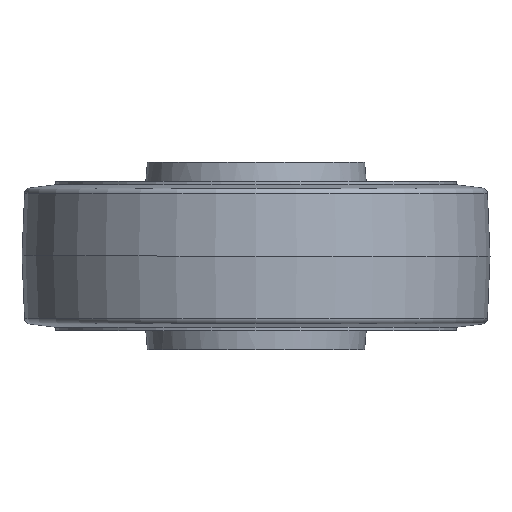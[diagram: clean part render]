
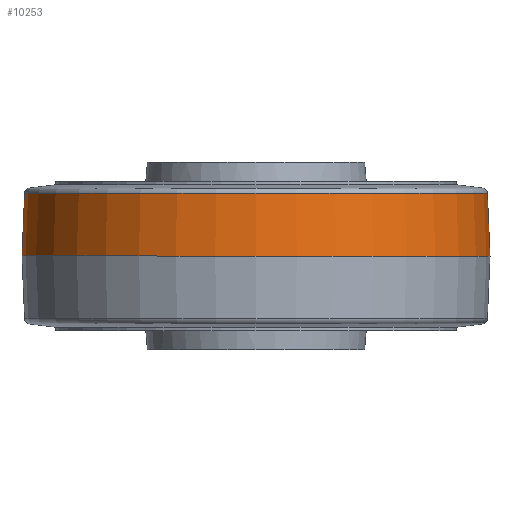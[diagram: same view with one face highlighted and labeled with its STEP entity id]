
A CAD part, front view. The second image highlights one B-rep face of the part: STEP entity #10253.
In plain terms, the highlighted conical face has half-angle 2.386 degrees and reference radius 61.75 mm.
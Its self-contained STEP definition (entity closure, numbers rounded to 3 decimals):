
#414 = VECTOR ( 'NONE', #9786, 1000. ) ;
#549 = LINE ( 'NONE', #2574, #414 ) ;
#1599 = ORIENTED_EDGE ( 'NONE', *, *, #9859, .T. ) ;
#1711 = CARTESIAN_POINT ( 'NONE',  ( 0., 0., 16.727 ) ) ;
#2169 = VERTEX_POINT ( 'NONE', #7028 ) ;
#2574 = CARTESIAN_POINT ( 'NONE',  ( -61.75, 0., 18. ) ) ;
#2772 = CARTESIAN_POINT ( 'NONE',  ( -61.803, 0., 16.727 ) ) ;
#3037 = EDGE_CURVE ( 'NONE', #7899, #2169, #5837, .T. ) ;
#3291 = DIRECTION ( 'NONE',  ( 0.042, 0., -0.999 ) ) ;
#3659 = DIRECTION ( 'NONE',  ( -1., 0., 0. ) ) ;
#3924 = FACE_OUTER_BOUND ( 'NONE', #4237, .T. ) ;
#3966 = AXIS2_PLACEMENT_3D ( 'NONE', #6808, #9846, #6865 ) ;
#4123 = CARTESIAN_POINT ( 'NONE',  ( 62.5, 0., 0. ) ) ;
#4237 = EDGE_LOOP ( 'NONE', ( #6855, #12087, #1599, #11392 ) ) ;
#4248 = VERTEX_POINT ( 'NONE', #2772 ) ;
#4532 = DIRECTION ( 'NONE',  ( 1., 0., 0. ) ) ;
#4670 = DIRECTION ( 'NONE',  ( 0., 0., -1. ) ) ;
#5197 = VECTOR ( 'NONE', #3291, 1000. ) ;
#5407 = AXIS2_PLACEMENT_3D ( 'NONE', #1711, #4670, #4532 ) ;
#5728 = CARTESIAN_POINT ( 'NONE',  ( 61.803, 0., 16.727 ) ) ;
#5837 = CIRCLE ( 'NONE', #9847, 62.5 ) ;
#6247 = CONICAL_SURFACE ( 'NONE', #3966, 61.75, 0.042 ) ;
#6808 = CARTESIAN_POINT ( 'NONE',  ( 0., 0., 18. ) ) ;
#6855 = ORIENTED_EDGE ( 'NONE', *, *, #11555, .F. ) ;
#6865 = DIRECTION ( 'NONE',  ( -1., 0., 0. ) ) ;
#7028 = CARTESIAN_POINT ( 'NONE',  ( -62.5, 0., 0. ) ) ;
#7899 = VERTEX_POINT ( 'NONE', #4123 ) ;
#8275 = LINE ( 'NONE', #12290, #5197 ) ;
#8458 = CARTESIAN_POINT ( 'NONE',  ( 0., 0., 0. ) ) ;
#9786 = DIRECTION ( 'NONE',  ( -0.042, 0., -0.999 ) ) ;
#9846 = DIRECTION ( 'NONE',  ( 0., 0., -1. ) ) ;
#9847 = AXIS2_PLACEMENT_3D ( 'NONE', #8458, #11620, #3659 ) ;
#9859 = EDGE_CURVE ( 'NONE', #4248, #2169, #549, .T. ) ;
#9866 = EDGE_CURVE ( 'NONE', #11971, #4248, #11506, .T. ) ;
#10253 = ADVANCED_FACE ( 'NONE', ( #3924 ), #6247, .T. ) ;
#11392 = ORIENTED_EDGE ( 'NONE', *, *, #3037, .F. ) ;
#11506 = CIRCLE ( 'NONE', #5407, 61.803 ) ;
#11555 = EDGE_CURVE ( 'NONE', #11971, #7899, #8275, .T. ) ;
#11620 = DIRECTION ( 'NONE',  ( 0., 0., -1. ) ) ;
#11971 = VERTEX_POINT ( 'NONE', #5728 ) ;
#12087 = ORIENTED_EDGE ( 'NONE', *, *, #9866, .T. ) ;
#12290 = CARTESIAN_POINT ( 'NONE',  ( 61.75, 0., 18. ) ) ;
